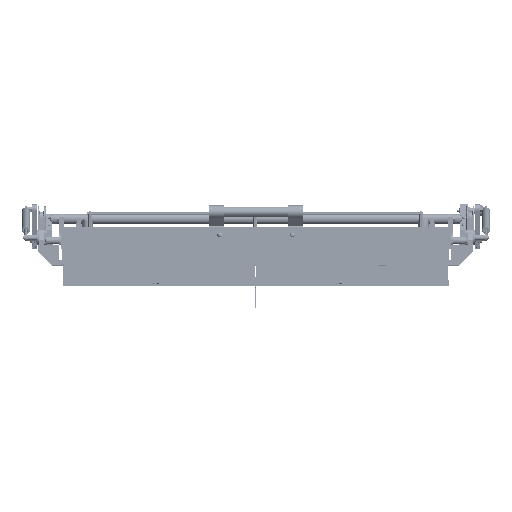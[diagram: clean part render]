
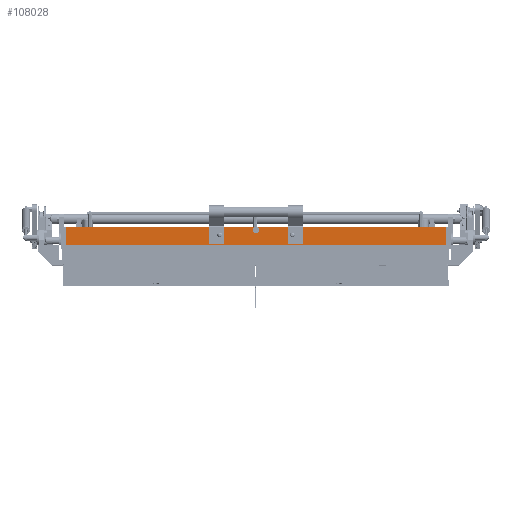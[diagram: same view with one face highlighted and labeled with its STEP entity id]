
A CAD part, top view. The second image highlights one B-rep face of the part: STEP entity #108028.
In plain terms, the highlighted planar face has unit normal (0, 0, 1).
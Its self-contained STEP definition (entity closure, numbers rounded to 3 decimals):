
#1905 = DIRECTION ( 'NONE',  ( 0., 0., 1. ) ) ;
#6244 = VERTEX_POINT ( 'NONE', #167527 ) ;
#10016 = CARTESIAN_POINT ( 'NONE',  ( 302., 20., 0. ) ) ;
#13923 = EDGE_CURVE ( 'NONE', #137372, #6244, #179093, .T. ) ;
#15375 = DIRECTION ( 'NONE',  ( 0., 0., 1. ) ) ;
#15438 = CARTESIAN_POINT ( 'NONE',  ( 304.1, 20., 0. ) ) ;
#16818 = AXIS2_PLACEMENT_3D ( 'NONE', #50801, #164341, #178619 ) ;
#20796 = CIRCLE ( 'NONE', #88566, 2.1 ) ;
#22307 = DIRECTION ( 'NONE',  ( 0., 1., 0. ) ) ;
#24086 = DIRECTION ( 'NONE',  ( 1., 0., 0. ) ) ;
#27210 = CARTESIAN_POINT ( 'NONE',  ( 448.1, 20., 0. ) ) ;
#28859 = ORIENTED_EDGE ( 'NONE', *, *, #74875, .F. ) ;
#34475 = EDGE_CURVE ( 'NONE', #6244, #73765, #87973, .T. ) ;
#34761 = VECTOR ( 'NONE', #134703, 1000. ) ;
#36893 = FACE_OUTER_BOUND ( 'NONE', #144684, .T. ) ;
#37399 = CIRCLE ( 'NONE', #139657, 4. ) ;
#39963 = DIRECTION ( 'NONE',  ( 1., 0., 0. ) ) ;
#47641 = EDGE_CURVE ( 'NONE', #101502, #130274, #106015, .T. ) ;
#48512 = PLANE ( 'NONE',  #49092 ) ;
#49032 = DIRECTION ( 'NONE',  ( -1., 0., 0. ) ) ;
#49092 = AXIS2_PLACEMENT_3D ( 'NONE', #62174, #62790, #177493 ) ;
#49306 = ORIENTED_EDGE ( 'NONE', *, *, #164008, .T. ) ;
#49648 = ORIENTED_EDGE ( 'NONE', *, *, #105981, .T. ) ;
#50316 = CARTESIAN_POINT ( 'NONE',  ( 0., 0., 0. ) ) ;
#50801 = CARTESIAN_POINT ( 'NONE',  ( 448.1, 20., 0. ) ) ;
#51433 = LINE ( 'NONE', #78778, #162493 ) ;
#55257 = VECTOR ( 'NONE', #22307, 1000. ) ;
#57060 = ORIENTED_EDGE ( 'NONE', *, *, #123250, .F. ) ;
#57813 = DIRECTION ( 'NONE',  ( 0., 0., 1. ) ) ;
#58172 = AXIS2_PLACEMENT_3D ( 'NONE', #91894, #148919, #161417 ) ;
#62174 = CARTESIAN_POINT ( 'NONE',  ( 0., 35., 0. ) ) ;
#62790 = DIRECTION ( 'NONE',  ( 0., 0., -1. ) ) ;
#63211 = AXIS2_PLACEMENT_3D ( 'NONE', #69087, #154031, #39963 ) ;
#64181 = EDGE_CURVE ( 'NONE', #71722, #136062, #37399, .T. ) ;
#64420 = CARTESIAN_POINT ( 'NONE',  ( 752.2, 35., 0. ) ) ;
#66033 = VERTEX_POINT ( 'NONE', #137037 ) ;
#69087 = CARTESIAN_POINT ( 'NONE',  ( 304.1, 20., 0. ) ) ;
#71722 = VERTEX_POINT ( 'NONE', #76020 ) ;
#72819 = CARTESIAN_POINT ( 'NONE',  ( 446., 20., 0. ) ) ;
#73765 = VERTEX_POINT ( 'NONE', #174206 ) ;
#74861 = FACE_BOUND ( 'NONE', #76249, .T. ) ;
#74875 = EDGE_CURVE ( 'NONE', #136062, #71722, #94739, .T. ) ;
#76020 = CARTESIAN_POINT ( 'NONE',  ( 380.1, 29.5, 0. ) ) ;
#76249 = EDGE_LOOP ( 'NONE', ( #181997, #28859 ) ) ;
#76796 = VECTOR ( 'NONE', #24086, 1000. ) ;
#78778 = CARTESIAN_POINT ( 'NONE',  ( 0., 35., 0. ) ) ;
#80942 = CIRCLE ( 'NONE', #63211, 2.1 ) ;
#83781 = ORIENTED_EDGE ( 'NONE', *, *, #140318, .F. ) ;
#87973 = LINE ( 'NONE', #179724, #76796 ) ;
#88566 = AXIS2_PLACEMENT_3D ( 'NONE', #27210, #15375, #126344 ) ;
#91894 = CARTESIAN_POINT ( 'NONE',  ( 376.1, 29.5, 0. ) ) ;
#94739 = CIRCLE ( 'NONE', #58172, 4. ) ;
#101255 = ORIENTED_EDGE ( 'NONE', *, *, #13923, .T. ) ;
#101502 = VERTEX_POINT ( 'NONE', #151027 ) ;
#105913 = CARTESIAN_POINT ( 'NONE',  ( 752.2, 0., 0. ) ) ;
#105981 = EDGE_CURVE ( 'NONE', #170176, #137372, #51433, .T. ) ;
#106015 = CIRCLE ( 'NONE', #146396, 2.1 ) ;
#108028 = ADVANCED_FACE ( 'NONE', ( #74861, #108090, #161135, #36893 ), #48512, .F. ) ;
#108090 = FACE_BOUND ( 'NONE', #164313, .T. ) ;
#112123 = DIRECTION ( 'NONE',  ( 1., 0., 0. ) ) ;
#123250 = EDGE_CURVE ( 'NONE', #177232, #66033, #20796, .T. ) ;
#126344 = DIRECTION ( 'NONE',  ( 1., 0., 0. ) ) ;
#130274 = VERTEX_POINT ( 'NONE', #10016 ) ;
#130327 = DIRECTION ( 'NONE',  ( 1., 0., 0. ) ) ;
#130954 = CARTESIAN_POINT ( 'NONE',  ( 376.1, 29.5, 0. ) ) ;
#134703 = DIRECTION ( 'NONE',  ( 0., -1., 0. ) ) ;
#135464 = ORIENTED_EDGE ( 'NONE', *, *, #34475, .T. ) ;
#136010 = CARTESIAN_POINT ( 'NONE',  ( 372.1, 29.5, 0. ) ) ;
#136062 = VERTEX_POINT ( 'NONE', #136010 ) ;
#136791 = CARTESIAN_POINT ( 'NONE',  ( 0., 35., 0. ) ) ;
#137037 = CARTESIAN_POINT ( 'NONE',  ( 450.2, 20., 0. ) ) ;
#137258 = LINE ( 'NONE', #105913, #55257 ) ;
#137372 = VERTEX_POINT ( 'NONE', #136791 ) ;
#139657 = AXIS2_PLACEMENT_3D ( 'NONE', #130954, #57813, #130327 ) ;
#140318 = EDGE_CURVE ( 'NONE', #66033, #177232, #164171, .T. ) ;
#144684 = EDGE_LOOP ( 'NONE', ( #101255, #135464, #49306, #49648 ) ) ;
#146396 = AXIS2_PLACEMENT_3D ( 'NONE', #15438, #1905, #112123 ) ;
#148919 = DIRECTION ( 'NONE',  ( 0., 0., 1. ) ) ;
#151027 = CARTESIAN_POINT ( 'NONE',  ( 306.2, 20., 0. ) ) ;
#153384 = EDGE_CURVE ( 'NONE', #130274, #101502, #80942, .T. ) ;
#154031 = DIRECTION ( 'NONE',  ( 0., 0., 1. ) ) ;
#157044 = EDGE_LOOP ( 'NONE', ( #83781, #57060 ) ) ;
#161135 = FACE_BOUND ( 'NONE', #157044, .T. ) ;
#161417 = DIRECTION ( 'NONE',  ( 1., 0., 0. ) ) ;
#162493 = VECTOR ( 'NONE', #49032, 1000. ) ;
#164008 = EDGE_CURVE ( 'NONE', #73765, #170176, #137258, .T. ) ;
#164171 = CIRCLE ( 'NONE', #16818, 2.1 ) ;
#164313 = EDGE_LOOP ( 'NONE', ( #178818, #171801 ) ) ;
#164341 = DIRECTION ( 'NONE',  ( 0., 0., 1. ) ) ;
#167527 = CARTESIAN_POINT ( 'NONE',  ( 0., 0., 0. ) ) ;
#170176 = VERTEX_POINT ( 'NONE', #64420 ) ;
#171801 = ORIENTED_EDGE ( 'NONE', *, *, #153384, .F. ) ;
#174206 = CARTESIAN_POINT ( 'NONE',  ( 752.2, 0., 0. ) ) ;
#177232 = VERTEX_POINT ( 'NONE', #72819 ) ;
#177493 = DIRECTION ( 'NONE',  ( -1., 0., 0. ) ) ;
#178619 = DIRECTION ( 'NONE',  ( 1., 0., 0. ) ) ;
#178818 = ORIENTED_EDGE ( 'NONE', *, *, #47641, .F. ) ;
#179093 = LINE ( 'NONE', #50316, #34761 ) ;
#179724 = CARTESIAN_POINT ( 'NONE',  ( 0., 0., 0. ) ) ;
#181997 = ORIENTED_EDGE ( 'NONE', *, *, #64181, .F. ) ;
